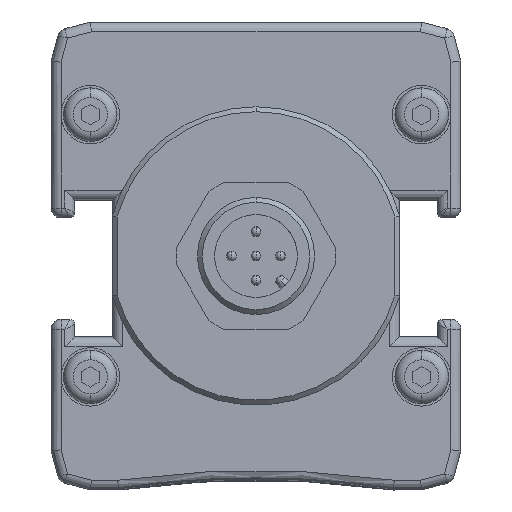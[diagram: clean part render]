
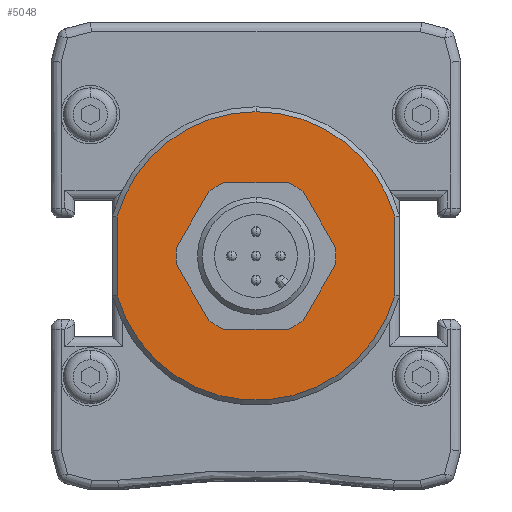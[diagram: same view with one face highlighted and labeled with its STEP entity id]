
A CAD part, front view. The second image highlights one B-rep face of the part: STEP entity #5048.
In plain terms, the highlighted planar face has unit normal (0, -1, 0).
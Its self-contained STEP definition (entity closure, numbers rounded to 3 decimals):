
#637 = CARTESIAN_POINT ( 'NONE',  ( -14.25, -313., 3.997 ) ) ;
#699 = ORIENTED_EDGE ( 'NONE', *, *, #11767, .T. ) ;
#976 = CIRCLE ( 'NONE', #4981, 14.8 ) ;
#1061 = CARTESIAN_POINT ( 'NONE',  ( 0., -313., 0. ) ) ;
#1457 = CIRCLE ( 'NONE', #8401, 14.8 ) ;
#2216 = DIRECTION ( 'NONE',  ( 0., -1., 0. ) ) ;
#2587 = CARTESIAN_POINT ( 'NONE',  ( 0., -313., 0. ) ) ;
#2673 = CARTESIAN_POINT ( 'NONE',  ( 14.25, -313., 3.997 ) ) ;
#2738 = EDGE_CURVE ( 'NONE', #3001, #4225, #10122, .T. ) ;
#3001 = VERTEX_POINT ( 'NONE', #637 ) ;
#3193 = VERTEX_POINT ( 'NONE', #2673 ) ;
#3358 = ORIENTED_EDGE ( 'NONE', *, *, #2738, .T. ) ;
#3583 = DIRECTION ( 'NONE',  ( 0., 0., -1. ) ) ;
#3760 = DIRECTION ( 'NONE',  ( 0., -1., 0. ) ) ;
#4096 = PLANE ( 'NONE',  #9102 ) ;
#4129 = DIRECTION ( 'NONE',  ( 0., 0., 1. ) ) ;
#4225 = VERTEX_POINT ( 'NONE', #11671 ) ;
#4981 = AXIS2_PLACEMENT_3D ( 'NONE', #2587, #9501, #3583 ) ;
#5048 = ADVANCED_FACE ( 'NONE', ( #6748 ), #4096, .T. ) ;
#5511 = VERTEX_POINT ( 'NONE', #7464 ) ;
#5741 = ORIENTED_EDGE ( 'NONE', *, *, #11051, .T. ) ;
#6128 = DIRECTION ( 'NONE',  ( 0., 0., -1. ) ) ;
#6664 = EDGE_LOOP ( 'NONE', ( #3358, #699, #7614, #9567, #5741 ) ) ;
#6748 = FACE_OUTER_BOUND ( 'NONE', #6664, .T. ) ;
#7190 = AXIS2_PLACEMENT_3D ( 'NONE', #9693, #3760, #10710 ) ;
#7405 = EDGE_CURVE ( 'NONE', #3193, #8442, #11526, .T. ) ;
#7464 = CARTESIAN_POINT ( 'NONE',  ( 14.25, -313., -3.997 ) ) ;
#7614 = ORIENTED_EDGE ( 'NONE', *, *, #8359, .T. ) ;
#7831 = VECTOR ( 'NONE', #8205, 1000. ) ;
#8179 = CARTESIAN_POINT ( 'NONE',  ( 0., -313., 0. ) ) ;
#8205 = DIRECTION ( 'NONE',  ( 0., 0., -1. ) ) ;
#8359 = EDGE_CURVE ( 'NONE', #5511, #3193, #12274, .T. ) ;
#8401 = AXIS2_PLACEMENT_3D ( 'NONE', #8179, #2216, #9161 ) ;
#8442 = VERTEX_POINT ( 'NONE', #10251 ) ;
#8890 = CARTESIAN_POINT ( 'NONE',  ( 14.25, -313., 4.065 ) ) ;
#9102 = AXIS2_PLACEMENT_3D ( 'NONE', #1061, #12089, #6128 ) ;
#9161 = DIRECTION ( 'NONE',  ( 0., 0., -1. ) ) ;
#9182 = CARTESIAN_POINT ( 'NONE',  ( -14.25, -313., 0. ) ) ;
#9501 = DIRECTION ( 'NONE',  ( 0., -1., 0. ) ) ;
#9567 = ORIENTED_EDGE ( 'NONE', *, *, #7405, .T. ) ;
#9590 = VECTOR ( 'NONE', #4129, 1000. ) ;
#9693 = CARTESIAN_POINT ( 'NONE',  ( 0., -313., 0. ) ) ;
#10122 = LINE ( 'NONE', #9182, #7831 ) ;
#10251 = CARTESIAN_POINT ( 'NONE',  ( 0., -313., 14.8 ) ) ;
#10710 = DIRECTION ( 'NONE',  ( 0., 0., -1. ) ) ;
#11051 = EDGE_CURVE ( 'NONE', #8442, #3001, #1457, .T. ) ;
#11526 = CIRCLE ( 'NONE', #7190, 14.8 ) ;
#11671 = CARTESIAN_POINT ( 'NONE',  ( -14.25, -313., -3.997 ) ) ;
#11767 = EDGE_CURVE ( 'NONE', #4225, #5511, #976, .T. ) ;
#12089 = DIRECTION ( 'NONE',  ( 0., -1., 0. ) ) ;
#12274 = LINE ( 'NONE', #8890, #9590 ) ;
